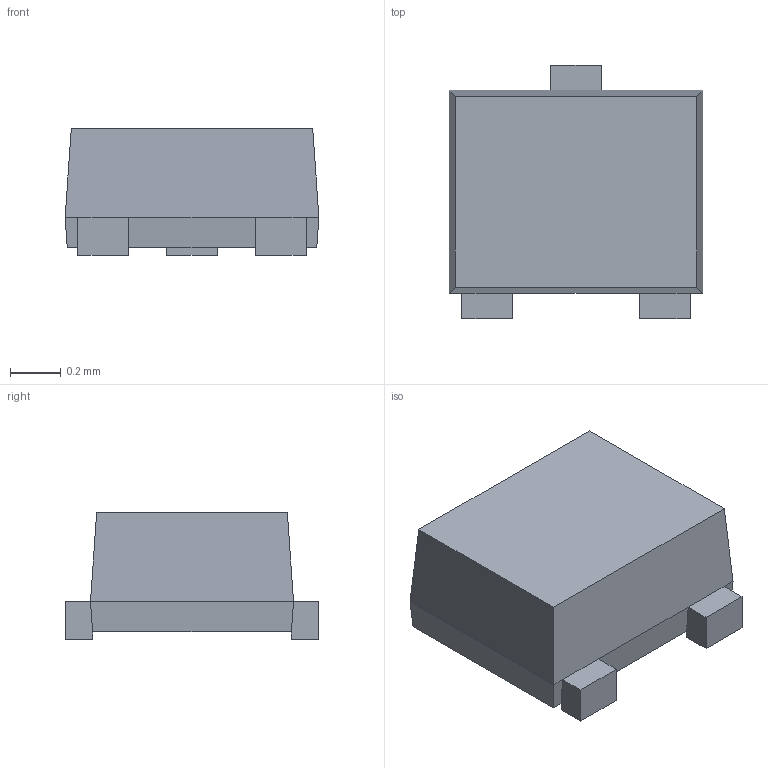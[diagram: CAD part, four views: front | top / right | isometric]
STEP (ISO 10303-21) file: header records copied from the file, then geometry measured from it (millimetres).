
FILE_DESCRIPTION(/* description */ ('model of Texas_DRT-3'),/* implementation_level */ '2;1');
FILE_NAME(/* name */ 'Texas_DRT-3.step',/* time_stamp */ '2017-05-13T20:59:22',/* author */ ('kicad StepUp','ksu'),/* organization */ ('FreeCAD'),/* preprocessor_version */ 'OCC',/* originating_system */ 'kicad StepUp',/* authorisation */ '');
FILE_SCHEMA(('AUTOMOTIVE_DESIGN_CC2 { 1 2 10303 214 -1 1 5 4 }'));
Length unit declared in the file: millimetre
Products named in the file (1): DRT_3
Bounding box: 1 x 1 x 0.5 mm (x, y, z)
Volume: 0.4 mm3; surface area: 3.4 mm2
Topology: 1 solids, 1 shells, 31 faces, 71 edges, 42 vertices
Faces by surface type: plane 20, bspline 11
Entity records: 588 total; most frequent: ORIENTED_EDGE 121, CARTESIAN_POINT 71, EDGE_CURVE 71, LINE 45, VERTEX_POINT 42, ADVANCED_FACE 31, FACE_BOUND 31, EDGE_LOOP 31
